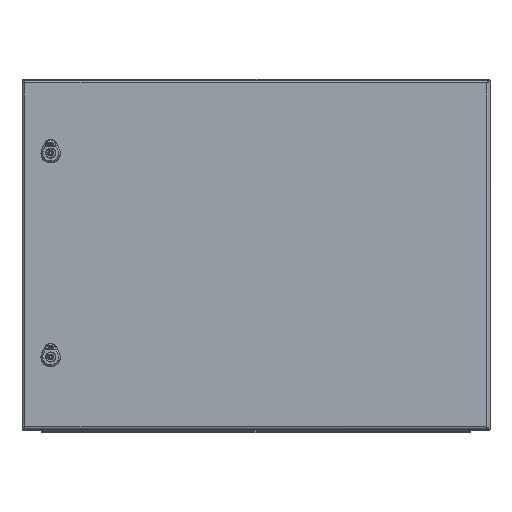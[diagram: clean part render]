
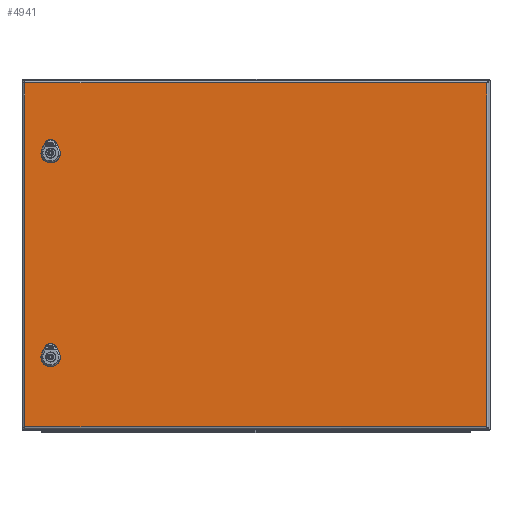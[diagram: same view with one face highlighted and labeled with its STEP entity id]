
A CAD part, top view. The second image highlights one B-rep face of the part: STEP entity #4941.
In plain terms, the highlighted face is planar.
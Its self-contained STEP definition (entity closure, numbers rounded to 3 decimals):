
#3142=FACE_BOUND('',#7443,.T.);
#3143=FACE_BOUND('',#7444,.T.);
#3144=FACE_BOUND('',#7445,.T.);
#4119=PLANE('',#21437);
#4941=ADVANCED_FACE('',(#3142,#3143,#3144),#4119,.F.);
#7443=EDGE_LOOP('',(#11920,#11921,#11922,#11923,#11924,#11925,#11926,#11927));
#7444=EDGE_LOOP('',(#11928,#11929,#11930,#11931,#11932,#11933,#11934,#11935));
#7445=EDGE_LOOP('',(#11936,#11937,#11938,#11939));
#8482=CIRCLE('',#21429,11.25);
#8483=CIRCLE('',#21430,11.25);
#8484=CIRCLE('',#21431,11.25);
#8485=CIRCLE('',#21432,11.25);
#8486=CIRCLE('',#21433,11.25);
#8487=CIRCLE('',#21434,11.25);
#8488=CIRCLE('',#21435,11.25);
#8489=CIRCLE('',#21436,11.25);
#11920=ORIENTED_EDGE('',*,*,#16869,.T.);
#11921=ORIENTED_EDGE('',*,*,#16870,.T.);
#11922=ORIENTED_EDGE('',*,*,#16871,.T.);
#11923=ORIENTED_EDGE('',*,*,#16872,.T.);
#11924=ORIENTED_EDGE('',*,*,#16873,.T.);
#11925=ORIENTED_EDGE('',*,*,#16874,.T.);
#11926=ORIENTED_EDGE('',*,*,#16875,.T.);
#11927=ORIENTED_EDGE('',*,*,#16876,.T.);
#11928=ORIENTED_EDGE('',*,*,#16877,.T.);
#11929=ORIENTED_EDGE('',*,*,#16878,.T.);
#11930=ORIENTED_EDGE('',*,*,#16879,.T.);
#11931=ORIENTED_EDGE('',*,*,#16880,.T.);
#11932=ORIENTED_EDGE('',*,*,#16881,.T.);
#11933=ORIENTED_EDGE('',*,*,#16882,.T.);
#11934=ORIENTED_EDGE('',*,*,#16883,.T.);
#11935=ORIENTED_EDGE('',*,*,#16884,.T.);
#11936=ORIENTED_EDGE('',*,*,#16885,.T.);
#11937=ORIENTED_EDGE('',*,*,#16886,.T.);
#11938=ORIENTED_EDGE('',*,*,#16887,.T.);
#11939=ORIENTED_EDGE('',*,*,#16888,.T.);
#14706=VERTEX_POINT('',#37929);
#14707=VERTEX_POINT('',#37930);
#14708=VERTEX_POINT('',#37932);
#14709=VERTEX_POINT('',#37934);
#14710=VERTEX_POINT('',#37936);
#14711=VERTEX_POINT('',#37938);
#14712=VERTEX_POINT('',#37940);
#14713=VERTEX_POINT('',#37942);
#14714=VERTEX_POINT('',#37945);
#14715=VERTEX_POINT('',#37946);
#14716=VERTEX_POINT('',#37948);
#14717=VERTEX_POINT('',#37950);
#14718=VERTEX_POINT('',#37952);
#14719=VERTEX_POINT('',#37954);
#14720=VERTEX_POINT('',#37956);
#14721=VERTEX_POINT('',#37958);
#14722=VERTEX_POINT('',#37961);
#14723=VERTEX_POINT('',#37962);
#14724=VERTEX_POINT('',#37964);
#14725=VERTEX_POINT('',#37966);
#16869=EDGE_CURVE('',#14706,#14707,#18600,.T.);
#16870=EDGE_CURVE('',#14707,#14708,#8482,.T.);
#16871=EDGE_CURVE('',#14708,#14709,#18601,.T.);
#16872=EDGE_CURVE('',#14709,#14710,#8483,.T.);
#16873=EDGE_CURVE('',#14710,#14711,#18602,.T.);
#16874=EDGE_CURVE('',#14711,#14712,#8484,.T.);
#16875=EDGE_CURVE('',#14712,#14713,#18603,.T.);
#16876=EDGE_CURVE('',#14713,#14706,#8485,.T.);
#16877=EDGE_CURVE('',#14714,#14715,#18604,.T.);
#16878=EDGE_CURVE('',#14715,#14716,#8486,.T.);
#16879=EDGE_CURVE('',#14716,#14717,#18605,.T.);
#16880=EDGE_CURVE('',#14717,#14718,#8487,.T.);
#16881=EDGE_CURVE('',#14718,#14719,#18606,.T.);
#16882=EDGE_CURVE('',#14719,#14720,#8488,.T.);
#16883=EDGE_CURVE('',#14720,#14721,#18607,.T.);
#16884=EDGE_CURVE('',#14721,#14714,#8489,.T.);
#16885=EDGE_CURVE('',#14722,#14723,#18608,.T.);
#16886=EDGE_CURVE('',#14723,#14724,#18609,.T.);
#16887=EDGE_CURVE('',#14724,#14725,#18610,.T.);
#16888=EDGE_CURVE('',#14725,#14722,#18611,.T.);
#18600=LINE('',#37928,#19906);
#18601=LINE('',#37933,#19907);
#18602=LINE('',#37937,#19908);
#18603=LINE('',#37941,#19909);
#18604=LINE('',#37944,#19910);
#18605=LINE('',#37949,#19911);
#18606=LINE('',#37953,#19912);
#18607=LINE('',#37957,#19913);
#18608=LINE('',#37960,#19914);
#18609=LINE('',#37963,#19915);
#18610=LINE('',#37965,#19916);
#18611=LINE('',#37967,#19917);
#19906=VECTOR('',#25135,1.);
#19907=VECTOR('',#25138,1.);
#19908=VECTOR('',#25141,1.);
#19909=VECTOR('',#25144,1.);
#19910=VECTOR('',#25147,1.);
#19911=VECTOR('',#25150,1.);
#19912=VECTOR('',#25153,1.);
#19913=VECTOR('',#25156,1.);
#19914=VECTOR('',#25159,1.);
#19915=VECTOR('',#25160,1.);
#19916=VECTOR('',#25161,1.);
#19917=VECTOR('',#25162,1.);
#21429=AXIS2_PLACEMENT_3D('',#37931,#25136,#25137);
#21430=AXIS2_PLACEMENT_3D('',#37935,#25139,#25140);
#21431=AXIS2_PLACEMENT_3D('',#37939,#25142,#25143);
#21432=AXIS2_PLACEMENT_3D('',#37943,#25145,#25146);
#21433=AXIS2_PLACEMENT_3D('',#37947,#25148,#25149);
#21434=AXIS2_PLACEMENT_3D('',#37951,#25151,#25152);
#21435=AXIS2_PLACEMENT_3D('',#37955,#25154,#25155);
#21436=AXIS2_PLACEMENT_3D('',#37959,#25157,#25158);
#21437=AXIS2_PLACEMENT_3D('',#37968,#25163,#25164);
#25135=DIRECTION('',(-1.,0.,0.));
#25136=DIRECTION('',(0.,0.,1.));
#25137=DIRECTION('',(1.,0.,0.));
#25138=DIRECTION('',(0.,-1.,0.));
#25139=DIRECTION('',(0.,0.,1.));
#25140=DIRECTION('',(1.,0.,0.));
#25141=DIRECTION('',(1.,0.,0.));
#25142=DIRECTION('',(0.,0.,1.));
#25143=DIRECTION('',(1.,0.,0.));
#25144=DIRECTION('',(0.,1.,0.));
#25145=DIRECTION('',(0.,0.,1.));
#25146=DIRECTION('',(1.,0.,0.));
#25147=DIRECTION('',(-1.,0.,0.));
#25148=DIRECTION('',(0.,0.,1.));
#25149=DIRECTION('',(1.,0.,0.));
#25150=DIRECTION('',(0.,-1.,0.));
#25151=DIRECTION('',(0.,0.,1.));
#25152=DIRECTION('',(1.,0.,0.));
#25153=DIRECTION('',(1.,0.,0.));
#25154=DIRECTION('',(0.,0.,1.));
#25155=DIRECTION('',(1.,0.,0.));
#25156=DIRECTION('',(0.,1.,0.));
#25157=DIRECTION('',(0.,0.,1.));
#25158=DIRECTION('',(1.,0.,0.));
#25159=DIRECTION('',(0.,1.,0.));
#25160=DIRECTION('',(1.,0.,0.));
#25161=DIRECTION('',(0.,-1.,0.));
#25162=DIRECTION('',(-1.,0.,0.));
#25163=DIRECTION('',(0.,0.,1.));
#25164=DIRECTION('',(-1.,0.,0.));
#37928=CARTESIAN_POINT('',(-395.75,-164.3,0.));
#37929=CARTESIAN_POINT('',(355.496,-164.3,0.));
#37930=CARTESIAN_POINT('',(346.004,-164.3,0.));
#37931=CARTESIAN_POINT('',(350.75,-174.5,0.));
#37932=CARTESIAN_POINT('',(340.55,-169.754,0.));
#37933=CARTESIAN_POINT('',(340.55,-295.,0.));
#37934=CARTESIAN_POINT('',(340.55,-179.246,0.));
#37935=CARTESIAN_POINT('',(350.75,-174.5,0.));
#37936=CARTESIAN_POINT('',(346.004,-184.7,0.));
#37937=CARTESIAN_POINT('',(-395.75,-184.7,0.));
#37938=CARTESIAN_POINT('',(355.496,-184.7,0.));
#37939=CARTESIAN_POINT('',(350.75,-174.5,0.));
#37940=CARTESIAN_POINT('',(360.95,-179.246,0.));
#37941=CARTESIAN_POINT('',(360.95,-295.,0.));
#37942=CARTESIAN_POINT('',(360.95,-169.754,0.));
#37943=CARTESIAN_POINT('',(350.75,-174.5,0.));
#37944=CARTESIAN_POINT('',(-395.75,184.7,0.));
#37945=CARTESIAN_POINT('',(355.496,184.7,0.));
#37946=CARTESIAN_POINT('',(346.004,184.7,0.));
#37947=CARTESIAN_POINT('',(350.75,174.5,0.));
#37948=CARTESIAN_POINT('',(340.55,179.246,0.));
#37949=CARTESIAN_POINT('',(340.55,-295.,0.));
#37950=CARTESIAN_POINT('',(340.55,169.754,0.));
#37951=CARTESIAN_POINT('',(350.75,174.5,0.));
#37952=CARTESIAN_POINT('',(346.004,164.3,0.));
#37953=CARTESIAN_POINT('',(-395.75,164.3,0.));
#37954=CARTESIAN_POINT('',(355.496,164.3,0.));
#37955=CARTESIAN_POINT('',(350.75,174.5,0.));
#37956=CARTESIAN_POINT('',(360.95,169.754,0.));
#37957=CARTESIAN_POINT('',(360.95,-295.,0.));
#37958=CARTESIAN_POINT('',(360.95,179.246,0.));
#37959=CARTESIAN_POINT('',(350.75,174.5,0.));
#37960=CARTESIAN_POINT('',(-394.75,-295.,0.));
#37961=CARTESIAN_POINT('',(-394.75,-294.,0.));
#37962=CARTESIAN_POINT('',(-394.75,294.,0.));
#37963=CARTESIAN_POINT('',(-395.75,294.,0.));
#37964=CARTESIAN_POINT('',(394.75,294.,0.));
#37965=CARTESIAN_POINT('',(394.75,-295.,0.));
#37966=CARTESIAN_POINT('',(394.75,-294.,0.));
#37967=CARTESIAN_POINT('',(-395.75,-294.,0.));
#37968=CARTESIAN_POINT('',(-395.75,-295.,0.));
